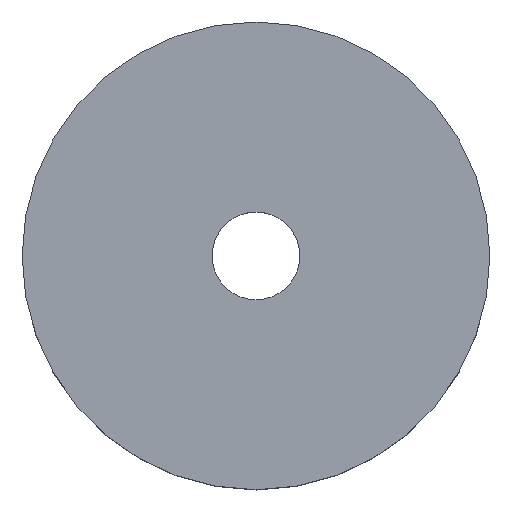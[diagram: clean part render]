
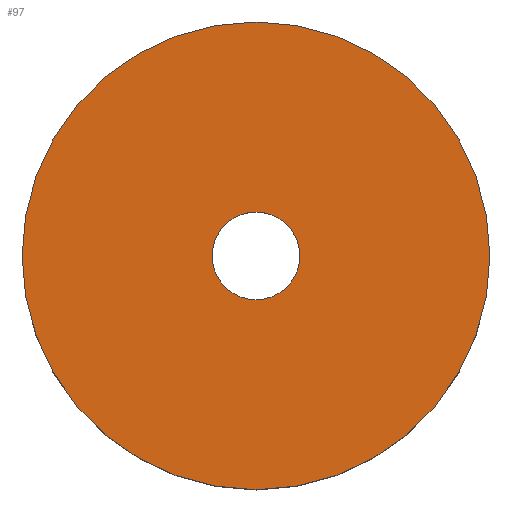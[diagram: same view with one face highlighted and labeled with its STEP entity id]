
A CAD part, top view. The second image highlights one B-rep face of the part: STEP entity #97.
In plain terms, the highlighted planar face has unit normal (0, 0, 1).
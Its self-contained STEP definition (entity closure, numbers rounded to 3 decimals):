
#25=FACE_BOUND('',#43,.T.);
#28=PLANE('',#125);
#34=FACE_OUTER_BOUND('',#42,.T.);
#42=EDGE_LOOP('',(#87));
#43=EDGE_LOOP('',(#88));
#53=CIRCLE('',#120,1.5);
#55=CIRCLE('',#123,8.);
#59=VERTEX_POINT('',#178);
#61=VERTEX_POINT('',#184);
#67=EDGE_CURVE('',#59,#59,#53,.T.);
#70=EDGE_CURVE('',#61,#61,#55,.T.);
#87=ORIENTED_EDGE('',*,*,#70,.F.);
#88=ORIENTED_EDGE('',*,*,#67,.F.);
#97=ADVANCED_FACE('',(#34,#25),#28,.F.);
#120=AXIS2_PLACEMENT_3D('',#180,#148,#149);
#123=AXIS2_PLACEMENT_3D('',#186,#155,#156);
#125=AXIS2_PLACEMENT_3D('',#188,#159,#160);
#148=DIRECTION('center_axis',(0.,0.,
1.));
#149=DIRECTION('ref_axis',(1.,0.,0.));
#155=DIRECTION('center_axis',(0.,0.,
-1.));
#156=DIRECTION('ref_axis',(1.,0.,0.));
#159=DIRECTION('center_axis',(0.,0.,
-1.));
#160=DIRECTION('ref_axis',(1.,0.,0.));
#178=CARTESIAN_POINT('',(63.5,0.,-16.5));
#180=CARTESIAN_POINT('Origin',(65.,0.,-16.5));
#184=CARTESIAN_POINT('',(57.,0.,-16.5));
#186=CARTESIAN_POINT('Origin',(65.,0.,-16.5));
#188=CARTESIAN_POINT('Origin',(65.,0.,-16.5));
